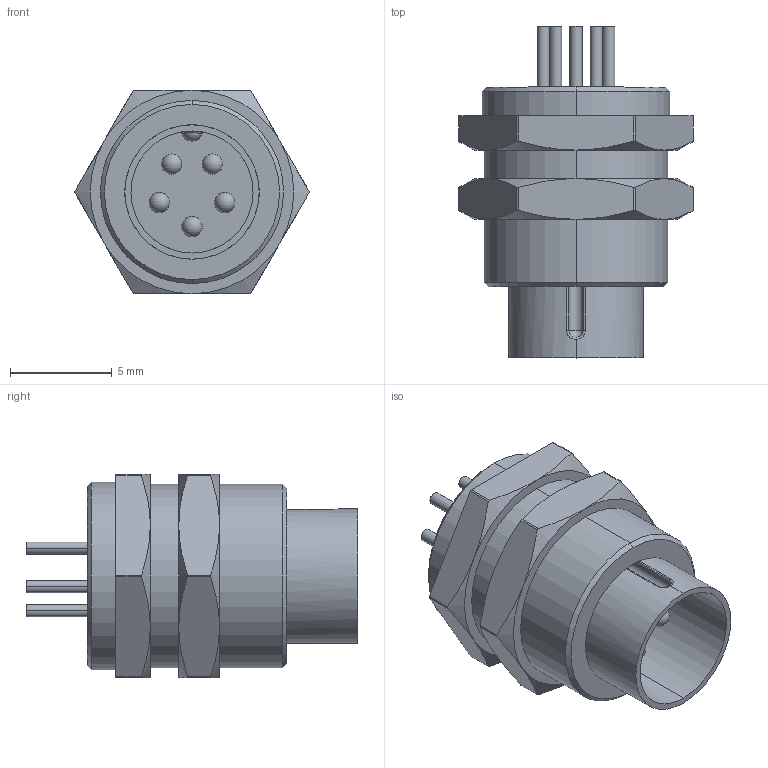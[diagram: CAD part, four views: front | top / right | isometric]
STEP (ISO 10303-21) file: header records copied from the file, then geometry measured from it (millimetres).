
FILE_DESCRIPTION((''),'2;1');
FILE_NAME('09-0097-20-05.stp','2005-07-06T11:30:26',('Kramp'),(''),'Autodesk Inventor 7','Autodesk Inventor 7','');
FILE_SCHEMA(('AUTOMOTIVE_DESIGN { 1 0 10303 214 1 1 1 1 }'));
Length unit declared in the file: millimetre
Products named in the file (1): 09-0097-20-05
Bounding box: 11.5 x 16.3 x 10 mm (x, y, z)
Volume: 574.4 mm3; surface area: 897 mm2
Topology: 1 solids, 1 shells, 132 faces, 323 edges, 198 vertices
Faces by surface type: cylinder 61, cone 32, plane 29, sphere 6, bspline 4
Entity records: 3935 total; most frequent: CARTESIAN_POINT 971, DIRECTION 658, ORIENTED_EDGE 594, EDGE_CURVE 297, AXIS2_PLACEMENT_3D 278, VERTEX_POINT 185, EDGE_LOOP 150, CIRCLE 149
